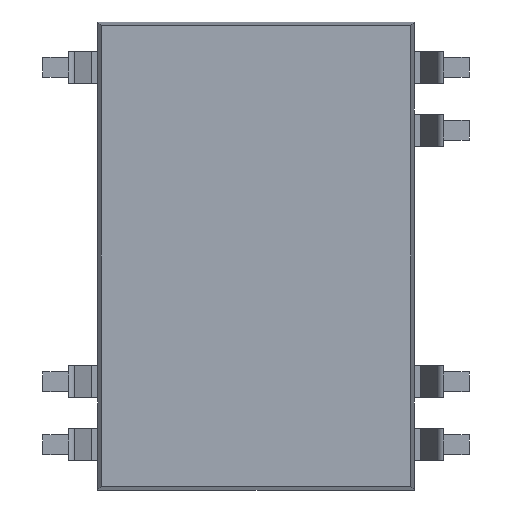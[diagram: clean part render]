
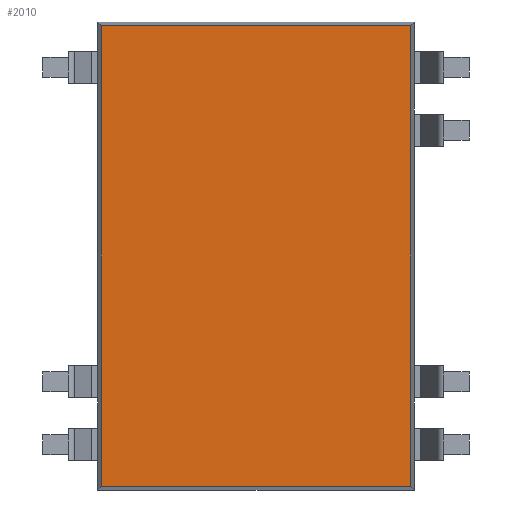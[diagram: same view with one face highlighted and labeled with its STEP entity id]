
A CAD part, front view. The second image highlights one B-rep face of the part: STEP entity #2010.
In plain terms, the highlighted planar face has unit normal (0, -1, 0).
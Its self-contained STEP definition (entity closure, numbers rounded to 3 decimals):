
#19 = FACE_OUTER_BOUND ( 'NONE', #4057, .T. ) ;
#26 = ORIENTED_EDGE ( 'NONE', *, *, #708, .F. ) ;
#630 = CARTESIAN_POINT ( 'NONE',  ( -6.248, -1.575, -9.298 ) ) ;
#647 = AXIS2_PLACEMENT_3D ( 'NONE', #3118, #4320, #4303 ) ;
#708 = EDGE_CURVE ( 'NONE', #4776, #1150, #3579, .T. ) ;
#742 = EDGE_CURVE ( 'NONE', #2669, #4776, #1148, .T. ) ;
#753 = EDGE_CURVE ( 'NONE', #2669, #3133, #1138, .T. ) ;
#761 = EDGE_CURVE ( 'NONE', #3133, #1150, #1076, .T. ) ;
#1056 = VECTOR ( 'NONE', #5626, 1000. ) ;
#1076 = LINE ( 'NONE', #5431, #3509 ) ;
#1138 = LINE ( 'NONE', #5438, #1056 ) ;
#1148 = LINE ( 'NONE', #5512, #2026 ) ;
#1150 = VERTEX_POINT ( 'NONE', #3819 ) ;
#1205 = VECTOR ( 'NONE', #4744, 1000. ) ;
#1487 = CARTESIAN_POINT ( 'NONE',  ( 6.248, -1.575, -9.298 ) ) ;
#2010 = ADVANCED_FACE ( 'NONE', ( #19 ), #4740, .F. ) ;
#2026 = VECTOR ( 'NONE', #5596, 1000. ) ;
#2584 = DIRECTION ( 'NONE',  ( 0., 0., 1. ) ) ;
#2669 = VERTEX_POINT ( 'NONE', #630 ) ;
#3118 = CARTESIAN_POINT ( 'NONE',  ( -6.4, -1.575, -9.298 ) ) ;
#3133 = VERTEX_POINT ( 'NONE', #1487 ) ;
#3509 = VECTOR ( 'NONE', #2584, 1000. ) ;
#3579 = LINE ( 'NONE', #4617, #1205 ) ;
#3819 = CARTESIAN_POINT ( 'NONE',  ( 6.248, -1.575, 9.298 ) ) ;
#4057 = EDGE_LOOP ( 'NONE', ( #26, #5402, #5108, #5105 ) ) ;
#4303 = DIRECTION ( 'NONE',  ( -1., 0., 0. ) ) ;
#4320 = DIRECTION ( 'NONE',  ( 0., 1., 0. ) ) ;
#4377 = CARTESIAN_POINT ( 'NONE',  ( -6.248, -1.575, 9.298 ) ) ;
#4617 = CARTESIAN_POINT ( 'NONE',  ( -6.4, -1.575, 9.298 ) ) ;
#4740 = PLANE ( 'NONE',  #647 ) ;
#4744 = DIRECTION ( 'NONE',  ( 1., 0., 0. ) ) ;
#4776 = VERTEX_POINT ( 'NONE', #4377 ) ;
#5105 = ORIENTED_EDGE ( 'NONE', *, *, #761, .T. ) ;
#5108 = ORIENTED_EDGE ( 'NONE', *, *, #753, .T. ) ;
#5402 = ORIENTED_EDGE ( 'NONE', *, *, #742, .F. ) ;
#5431 = CARTESIAN_POINT ( 'NONE',  ( 6.248, -1.575, -9.45 ) ) ;
#5438 = CARTESIAN_POINT ( 'NONE',  ( -6.4, -1.575, -9.298 ) ) ;
#5512 = CARTESIAN_POINT ( 'NONE',  ( -6.248, -1.575, -9.45 ) ) ;
#5596 = DIRECTION ( 'NONE',  ( 0., 0., 1. ) ) ;
#5626 = DIRECTION ( 'NONE',  ( 1., 0., 0. ) ) ;
